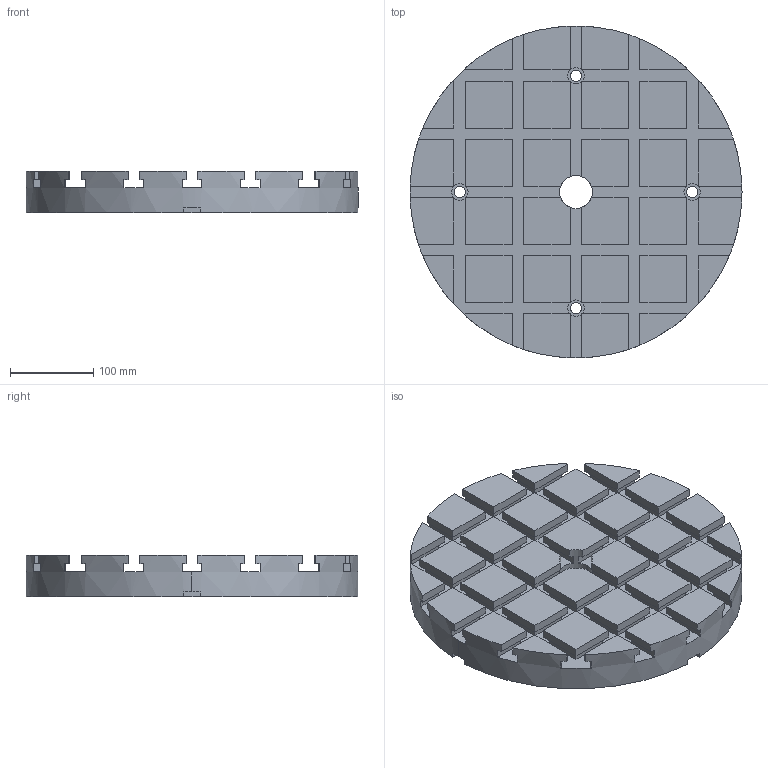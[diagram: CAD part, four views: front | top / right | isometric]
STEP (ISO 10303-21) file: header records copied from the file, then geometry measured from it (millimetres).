
FILE_DESCRIPTION(('STEP AP214'),'1');
FILE_NAME(' ',' ',('TraceParts'),('TraceParts S.A.'),'XStep 1.0',' ',' ');
FILE_SCHEMA(('automotive_design'));
Length unit declared in the file: millimetre
Products named in the file (1): 1
Bounding box: 400 x 399.94 x 50 mm (x, y, z)
Volume: 4759051.8 mm3; surface area: 472471.4 mm2
Topology: 1 solids, 1 shells, 333 faces, 906 edges, 604 vertices
Faces by surface type: plane 311, cylinder 22
Entity records: 20670 total; most frequent: STYLED_ITEM 1844, PRESENTATION_STYLE_ASSIGNMENT 1844, CARTESIAN_POINT 1844, COLOUR_RGB 1844, ORIENTED_EDGE 1812, DIRECTION 1706, EDGE_CURVE 906, CURVE_STYLE 906
